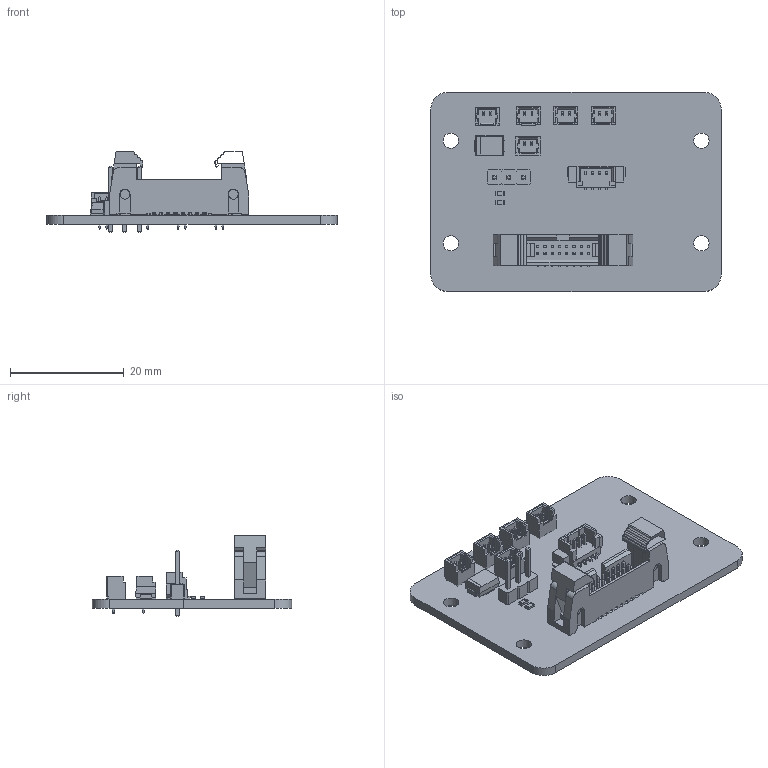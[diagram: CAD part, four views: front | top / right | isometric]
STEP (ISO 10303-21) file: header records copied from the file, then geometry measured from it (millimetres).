
FILE_DESCRIPTION(('KiCad electronic assembly'),'2;1');
FILE_NAME('ulc-mm-daughter.step','2022-08-04T14:07:23',('An Author'),( 'A Company'),'Open CASCADE STEP processor 7.5', 'KiCad to STEP converter','Unknown');
FILE_SCHEMA(('AUTOMOTIVE_DESIGN { 1 0 10303 214 1 1 1 1 }'));
Length unit declared in the file: millimetre
Products named in the file (14): Open CASCADE STEP translator 7.5 1; Molex_PicoBlade_53398-0471_1x04-1MP_P1.25mm_Vertical; SOLID; 3210-16-003-12-00 3D; COMPOUND; 530470210; R_0603_1608Metric; D_SMB; PinHeader_1x03_P2.54mm_Vertical
Assembly tree (18 placements, depth 3):
  Open CASCADE STEP translator 7.5 1
    Molex_PicoBlade_53398-0471_1x04-1MP_P1.25mm_Vertical
      SOLID
    3210-16-003-12-00 3D
      COMPOUND
    530470210  x5
      COMPOUND
    R_0603_1608Metric  x2
      SOLID
    D_SMB
      SOLID
    PinHeader_1x03_P2.54mm_Vertical
      SOLID
    COMPOUND
Bounding box: 51 x 35 x 14.1 mm (x, y, z)
Volume: 3913.6 mm3; surface area: 6704 mm2
Topology: 30 solids, 30 shells, 1403 faces, 3696 edges, 2412 vertices
Faces by surface type: plane 1258, cylinder 135, bspline 10
Full cylindrical faces by diameter (mm): 0.5 x10, 1 x3, 1.71 x8, 2.7 x4
Entity records: 64935 total; most frequent: CARTESIAN_POINT 11076, DIRECTION 9590, LINE 7052, VECTOR 7052, ORIENTED_EDGE 5040, PCURVE 5040, DEFINITIONAL_REPRESENTATION 5040, EDGE_CURVE 2520
